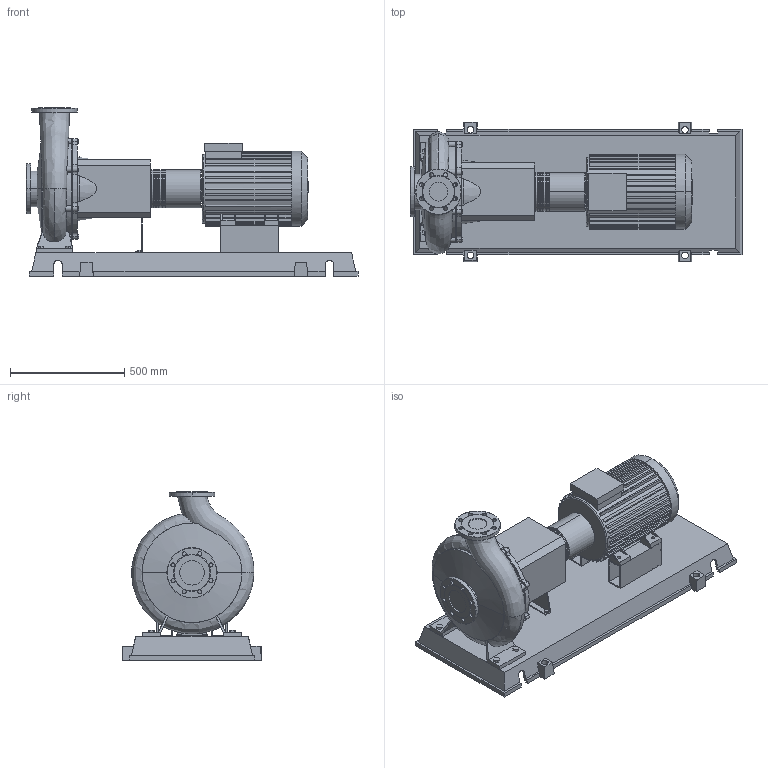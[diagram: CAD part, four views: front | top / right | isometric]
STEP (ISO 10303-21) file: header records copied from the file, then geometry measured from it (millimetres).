
FILE_DESCRIPTION((''),'2;1');
FILE_NAME('3d_NL80_400-15-4-05-4109294.stp','2015-03-03T07:54:45',(''),(''),'Mechanical Desktop 2009','Mechanical Desktop 2009',', , ');
FILE_SCHEMA(('CONFIG_CONTROL_DESIGN'));
Length unit declared in the file: millimetre
Products named in the file (1): Product
Bounding box: 1455 x 610 x 738 mm (x, y, z)
Volume: 109456607.4 mm3; surface area: 5477228.1 mm2
Topology: 13 solids, 13 shells, 873 faces, 2344 edges, 1541 vertices
Faces by surface type: plane 447, cylinder 233, bspline 165, cone 14, torus 14
Entity records: 31450 total; most frequent: CARTESIAN_POINT 9393, ORIENTED_EDGE 4690, DIRECTION 4417, EDGE_CURVE 2345, VERTEX_POINT 1540, AXIS2_PLACEMENT_3D 1481, VECTOR 1455, LINE 1455
